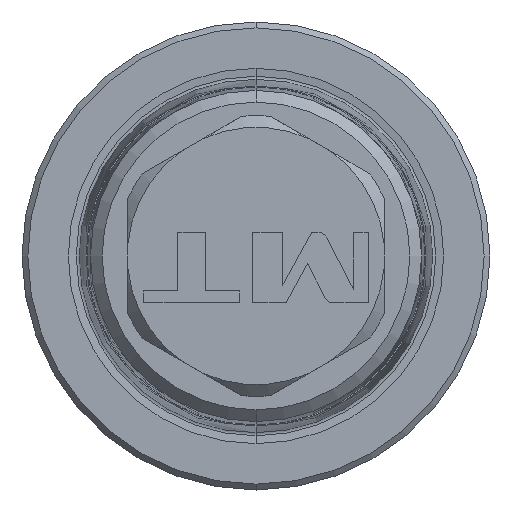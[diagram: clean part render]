
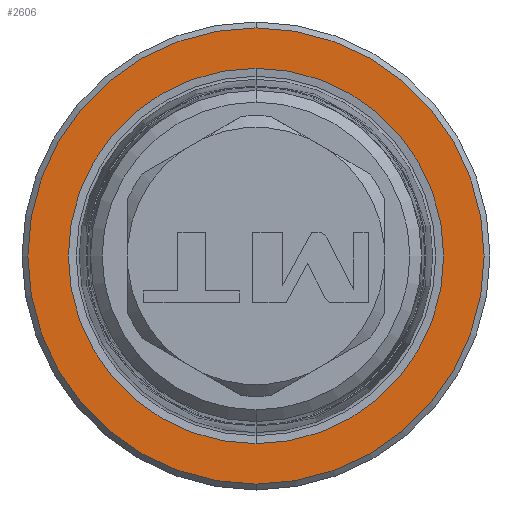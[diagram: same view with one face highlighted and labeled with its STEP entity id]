
A CAD part, front view. The second image highlights one B-rep face of the part: STEP entity #2606.
In plain terms, the highlighted planar face has unit normal (0, -1, 0).
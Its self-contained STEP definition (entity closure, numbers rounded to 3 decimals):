
#123=CARTESIAN_POINT('',(0.,0.,-6.5));
#124=DIRECTION('',(0.,1.,0.));
#125=DIRECTION('',(0.,0.,-1.));
#126=AXIS2_PLACEMENT_3D('',#123,#124,#125);
#128=CARTESIAN_POINT('',(0.,0.,-6.5));
#129=DIRECTION('',(0.,1.,0.));
#130=DIRECTION('',(0.,0.,1.));
#131=AXIS2_PLACEMENT_3D('',#128,#129,#130);
#133=CARTESIAN_POINT('',(0.,0.,-6.5));
#134=DIRECTION('',(0.,-1.,0.));
#135=DIRECTION('',(0.,0.,1.));
#136=AXIS2_PLACEMENT_3D('',#133,#134,#135);
#138=CARTESIAN_POINT('',(0.,0.,-6.5));
#139=DIRECTION('',(0.,-1.,0.));
#140=DIRECTION('',(0.,0.,-1.));
#141=AXIS2_PLACEMENT_3D('',#138,#139,#140);
#1947=CARTESIAN_POINT('',(0.,0.,-26.));
#1948=CARTESIAN_POINT('',(0.,0.,13.));
#1949=VERTEX_POINT('',#1947);
#1950=VERTEX_POINT('',#1948);
#2051=CARTESIAN_POINT('',(0.,0.,9.543));
#2052=CARTESIAN_POINT('',(0.,0.,-22.543));
#2053=VERTEX_POINT('',#2051);
#2054=VERTEX_POINT('',#2052);
#2590=CARTESIAN_POINT('',(0.,0.,-6.5));
#2591=DIRECTION('',(0.,-1.,0.));
#2592=DIRECTION('',(0.,0.,-1.));
#2593=AXIS2_PLACEMENT_3D('',#2590,#2591,#2592);
#2594=PLANE('',#2593);
#2596=ORIENTED_EDGE('',*,*,#2595,.T.);
#2598=ORIENTED_EDGE('',*,*,#2597,.T.);
#2599=EDGE_LOOP('',(#2596,#2598));
#2600=FACE_OUTER_BOUND('',#2599,.F.);
#2602=ORIENTED_EDGE('',*,*,#2601,.T.);
#2603=ORIENTED_EDGE('',*,*,#2580,.T.);
#2604=EDGE_LOOP('',(#2602,#2603));
#2605=FACE_BOUND('',#2604,.F.);
#2606=ADVANCED_FACE('',(#2600,#2605),#2594,.T.);
#127=CIRCLE('',#126,19.5);
#132=CIRCLE('',#131,19.5);
#137=CIRCLE('',#136,16.043);
#142=CIRCLE('',#141,16.043);
#2580=EDGE_CURVE('',#2054,#2053,#142,.T.);
#2595=EDGE_CURVE('',#1949,#1950,#127,.T.);
#2597=EDGE_CURVE('',#1950,#1949,#132,.T.);
#2601=EDGE_CURVE('',#2053,#2054,#137,.T.);
